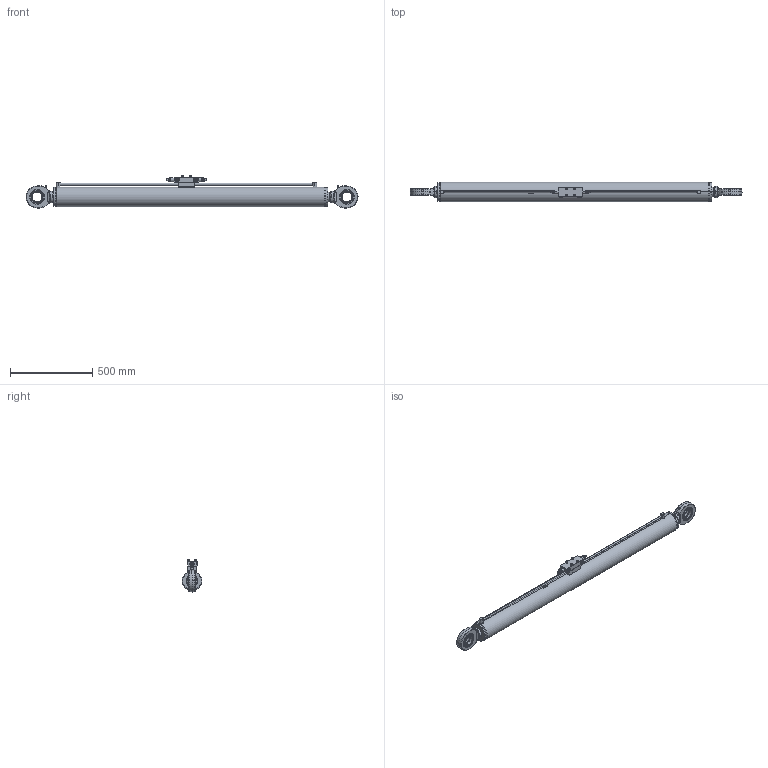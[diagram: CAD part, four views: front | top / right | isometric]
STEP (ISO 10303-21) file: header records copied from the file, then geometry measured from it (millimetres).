
FILE_DESCRIPTION (( 'STEP AP214' ), '1' );
FILE_NAME ('CFGCY0079609-Cylinder.step', '2026-03-06T14:18:43', ( 'Kramp IT' ), ( 'Kramp' ), 'SwSTEP 2.0', 'SolidWorks 2025', '' );
FILE_SCHEMA (( 'AUTOMOTIVE_DESIGN' ));
Length unit declared in the file: millimetre
Products named in the file (25): FPO50D382F35_BASE; MATE-AID; Tube-WA_Simplified; DS3910004_Simplified; HL1215-EC; CFGCY0079609-Cylinder; DC3910001; DS3910004VM_Simplified; Rod_Simplified; GK60DO-RD; LSN12MM90; GK60DO; Rod-WA_Simplified; FPO50D382F35; VSR06WD; HL1215-RD; VALVE-ASSEMBLY-BALANCE; 1003511090; Tube_Simplified; GK60DO-EC; DS3910013060_Simplified; 912840109; DS3910013060VM_Simplified; Tube-MA_Simplified
Assembly tree (29 placements, depth 5):
  MATE-AID
  CFGCY0079609-Cylinder
    Tube-WA_Simplified
      Tube-MA_Simplified
        Tube_Simplified
        LSN12MM90
      LSN12MM90
      DC3910001
        DC3910001
      GK60DO-EC
        GK60DO
      VALVE-ASSEMBLY-BALANCE
        HL1215-EC
        HL1215-RD
        FPO50D382F35_BASE
          1003511090
          FPO50D382F35
          912840109  x4
          VSR06WD  x2
    Rod-WA_Simplified
      Rod_Simplified
      GK60DO-RD
        GK60DO
    DS3910013060VM_Simplified
      DS3910013060_Simplified
    DS3910004VM_Simplified
      DS3910004_Simplified
Bounding box: 2019 x 120 x 195 mm (x, y, z)
Volume: 12889051.4 mm3; surface area: 1960341.6 mm2
Topology: 26 solids, 39 shells, 1026 faces, 2400 edges, 1433 vertices
Faces by surface type: plane 338, cylinder 300, cone 220, bspline 126, torus 42
Entity records: 31506 total; most frequent: CARTESIAN_POINT 14546, DIRECTION 3460, ORIENTED_EDGE 3274, EDGE_CURVE 1663, AXIS2_PLACEMENT_3D 1394, VERTEX_POINT 1026, EDGE_LOOP 815, FACE_OUTER_BOUND 728
